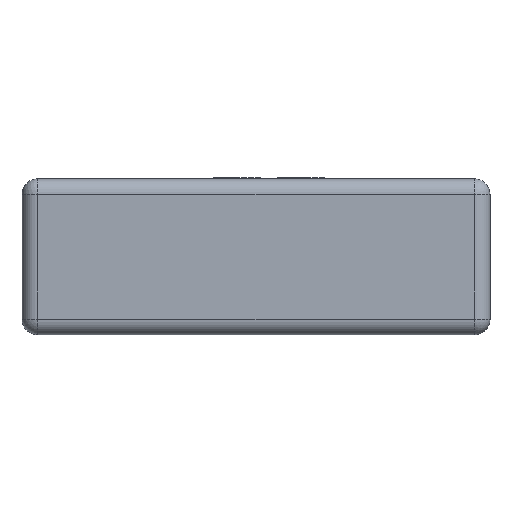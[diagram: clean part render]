
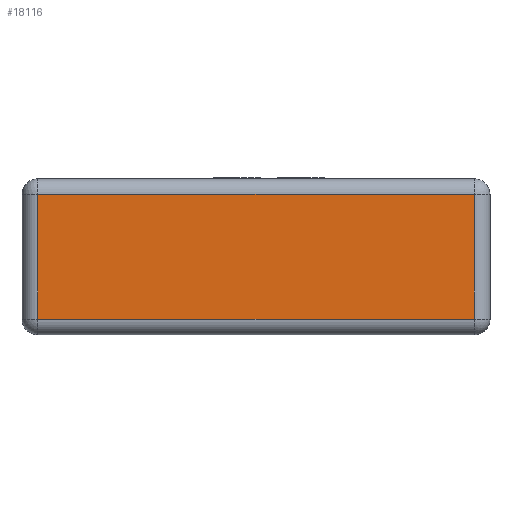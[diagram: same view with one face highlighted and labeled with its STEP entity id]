
A CAD part, front view. The second image highlights one B-rep face of the part: STEP entity #18116.
In plain terms, the highlighted planar face has unit normal (0, -1, 0).
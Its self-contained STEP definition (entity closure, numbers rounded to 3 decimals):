
#558=PLANE('',#18399);
#1644=FACE_OUTER_BOUND('',#2752,.T.);
#2752=EDGE_LOOP('',(#15231,#15232,#15233,#15234));
#3885=LINE('',#38907,#4816);
#3894=LINE('',#38945,#4825);
#3897=LINE('',#38958,#4828);
#3898=LINE('',#38964,#4829);
#4816=VECTOR('',#19810,8.);
#4825=VECTOR('',#19833,28.);
#4828=VECTOR('',#19848,8.);
#4829=VECTOR('',#19857,28.);
#8244=VERTEX_POINT('',#38898);
#8247=VERTEX_POINT('',#38905);
#8257=VERTEX_POINT('',#38944);
#8260=VERTEX_POINT('',#38954);
#10851=EDGE_CURVE('',#8247,#8244,#3885,.T.);
#10865=EDGE_CURVE('',#8244,#8257,#3894,.T.);
#10872=EDGE_CURVE('',#8257,#8260,#3897,.T.);
#10875=EDGE_CURVE('',#8260,#8247,#3898,.T.);
#15231=ORIENTED_EDGE('',*,*,#10851,.F.);
#15232=ORIENTED_EDGE('',*,*,#10875,.F.);
#15233=ORIENTED_EDGE('',*,*,#10872,.F.);
#15234=ORIENTED_EDGE('',*,*,#10865,.F.);
#18116=ADVANCED_FACE('',(#1644),#558,.T.);
#18399=AXIS2_PLACEMENT_3D('',#38963,#19855,#19856);
#19810=DIRECTION('',(0.,0.,1.));
#19833=DIRECTION('',(1.,0.,0.));
#19848=DIRECTION('',(0.,0.,-1.));
#19855=DIRECTION('center_axis',(0.,-1.,0.));
#19856=DIRECTION('ref_axis',(1.,0.,0.));
#19857=DIRECTION('',(-1.,0.,0.));
#38898=CARTESIAN_POINT('',(-14.,-20.,9.));
#38905=CARTESIAN_POINT('',(-14.,-20.,1.));
#38907=CARTESIAN_POINT('',(-14.,-20.,0.));
#38944=CARTESIAN_POINT('',(14.,-20.,9.));
#38945=CARTESIAN_POINT('',(-7.5,-20.,9.));
#38954=CARTESIAN_POINT('',(14.,-20.,1.));
#38958=CARTESIAN_POINT('',(14.,-20.,0.));
#38963=CARTESIAN_POINT('Origin',(-15.,-20.,0.));
#38964=CARTESIAN_POINT('',(-7.5,-20.,1.));
